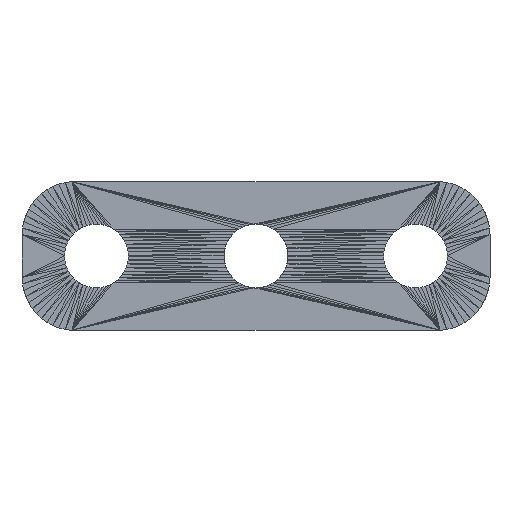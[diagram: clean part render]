
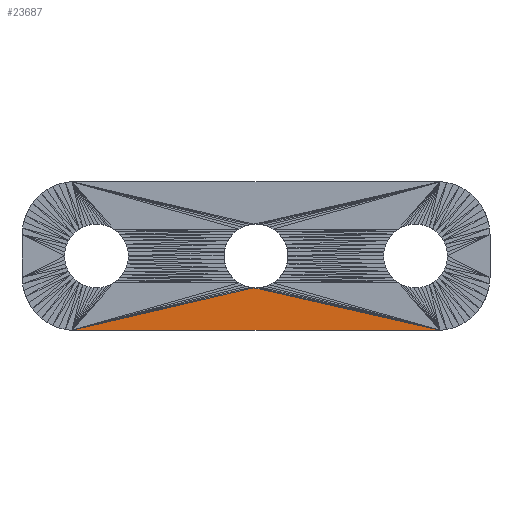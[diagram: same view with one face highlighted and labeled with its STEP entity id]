
A CAD part, top view. The second image highlights one B-rep face of the part: STEP entity #23687.
In plain terms, the highlighted planar face has unit normal (0, 0, 1).
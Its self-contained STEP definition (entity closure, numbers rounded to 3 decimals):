
#12995 = VERTEX_POINT('',#12996);
#12996 = CARTESIAN_POINT('',(-0.188,-2.994,3.));
#13036 = PLANE('',#13037);
#13037 = AXIS2_PLACEMENT_3D('',#13038,#13039,#13040);
#13038 = CARTESIAN_POINT('',(8.565,-4.971,3.));
#13039 = DIRECTION('',(0.,0.,1.));
#13040 = DIRECTION('',(0.,1.,0.));
#13152 = PLANE('',#13153);
#13153 = AXIS2_PLACEMENT_3D('',#13154,#13155,#13156);
#13154 = CARTESIAN_POINT('',(-8.753,-4.959,3.));
#13155 = DIRECTION('',(0.,0.,1.));
#13156 = DIRECTION('',(1.,0.,-0.));
#22147 = VERTEX_POINT('',#22148);
#22148 = CARTESIAN_POINT('',(17.314,-6.99,3.));
#22957 = EDGE_CURVE('',#12995,#22147,#22958,.T.);
#22958 = SURFACE_CURVE('',#22959,(#22963,#22970),.PCURVE_S1.);
#22959 = LINE('',#22960,#22961);
#22960 = CARTESIAN_POINT('',(-0.188,-2.994,3.));
#22961 = VECTOR('',#22962,1.);
#22962 = DIRECTION('',(0.975,-0.223,0.));
#22963 = PCURVE('',#13036,#22964);
#22964 = DEFINITIONAL_REPRESENTATION('',(#22965),#22969);
#22965 = LINE('',#22966,#22967);
#22966 = CARTESIAN_POINT('',(1.977,8.754));
#22967 = VECTOR('',#22968,1.);
#22968 = DIRECTION('',(-0.223,-0.975));
#22969 = ( GEOMETRIC_REPRESENTATION_CONTEXT(2) 
PARAMETRIC_REPRESENTATION_CONTEXT() REPRESENTATION_CONTEXT('2D SPACE',''
  ) );
#22970 = PCURVE('',#22971,#22976);
#22971 = PLANE('',#22972);
#22972 = AXIS2_PLACEMENT_3D('',#22973,#22974,#22975);
#22973 = CARTESIAN_POINT('',(-0.002,-5.978,3.));
#22974 = DIRECTION('',(0.,0.,1.));
#22975 = DIRECTION('',(1.,0.,-0.));
#22976 = DEFINITIONAL_REPRESENTATION('',(#22977),#22981);
#22977 = LINE('',#22978,#22979);
#22978 = CARTESIAN_POINT('',(-0.186,2.984));
#22979 = VECTOR('',#22980,1.);
#22980 = DIRECTION('',(0.975,-0.223));
#22981 = ( GEOMETRIC_REPRESENTATION_CONTEXT(2) 
PARAMETRIC_REPRESENTATION_CONTEXT() REPRESENTATION_CONTEXT('2D SPACE',''
  ) );
#22988 = EDGE_CURVE('',#22989,#12995,#22991,.T.);
#22989 = VERTEX_POINT('',#22990);
#22990 = CARTESIAN_POINT('',(-17.314,-6.99,3.));
#22991 = SURFACE_CURVE('',#22992,(#22996,#23003),.PCURVE_S1.);
#22992 = LINE('',#22993,#22994);
#22993 = CARTESIAN_POINT('',(-17.314,-6.99,3.));
#22994 = VECTOR('',#22995,1.);
#22995 = DIRECTION('',(0.974,0.227,0.));
#22996 = PCURVE('',#13152,#22997);
#22997 = DEFINITIONAL_REPRESENTATION('',(#22998),#23002);
#22998 = LINE('',#22999,#23000);
#22999 = CARTESIAN_POINT('',(-8.561,-2.031));
#23000 = VECTOR('',#23001,1.);
#23001 = DIRECTION('',(0.974,0.227));
#23002 = ( GEOMETRIC_REPRESENTATION_CONTEXT(2) 
PARAMETRIC_REPRESENTATION_CONTEXT() REPRESENTATION_CONTEXT('2D SPACE',''
  ) );
#23003 = PCURVE('',#22971,#23004);
#23004 = DEFINITIONAL_REPRESENTATION('',(#23005),#23009);
#23005 = LINE('',#23006,#23007);
#23006 = CARTESIAN_POINT('',(-17.312,-1.012));
#23007 = VECTOR('',#23008,1.);
#23008 = DIRECTION('',(0.974,0.227));
#23009 = ( GEOMETRIC_REPRESENTATION_CONTEXT(2) 
PARAMETRIC_REPRESENTATION_CONTEXT() REPRESENTATION_CONTEXT('2D SPACE',''
  ) );
#23687 = ADVANCED_FACE('',(#23688),#22971,.T.);
#23688 = FACE_BOUND('',#23689,.T.);
#23689 = EDGE_LOOP('',(#23690,#23691,#23717));
#23690 = ORIENTED_EDGE('',*,*,#22988,.F.);
#23691 = ORIENTED_EDGE('',*,*,#23692,.T.);
#23692 = EDGE_CURVE('',#22989,#22147,#23693,.T.);
#23693 = SURFACE_CURVE('',#23694,(#23698,#23705),.PCURVE_S1.);
#23694 = LINE('',#23695,#23696);
#23695 = CARTESIAN_POINT('',(-17.314,-6.99,3.));
#23696 = VECTOR('',#23697,1.);
#23697 = DIRECTION('',(1.,0.,0.));
#23698 = PCURVE('',#22971,#23699);
#23699 = DEFINITIONAL_REPRESENTATION('',(#23700),#23704);
#23700 = LINE('',#23701,#23702);
#23701 = CARTESIAN_POINT('',(-17.312,-1.012));
#23702 = VECTOR('',#23703,1.);
#23703 = DIRECTION('',(1.,0.));
#23704 = ( GEOMETRIC_REPRESENTATION_CONTEXT(2) 
PARAMETRIC_REPRESENTATION_CONTEXT() REPRESENTATION_CONTEXT('2D SPACE',''
  ) );
#23705 = PCURVE('',#23706,#23711);
#23706 = PLANE('',#23707);
#23707 = AXIS2_PLACEMENT_3D('',#23708,#23709,#23710);
#23708 = CARTESIAN_POINT('',(-0.718,-6.99,
    2.218));
#23709 = DIRECTION('',(-0.,-1.,-0.));
#23710 = DIRECTION('',(0.,0.,-1.));
#23711 = DEFINITIONAL_REPRESENTATION('',(#23712),#23716);
#23712 = LINE('',#23713,#23714);
#23713 = CARTESIAN_POINT('',(-0.782,-16.596));
#23714 = VECTOR('',#23715,1.);
#23715 = DIRECTION('',(0.,1.));
#23716 = ( GEOMETRIC_REPRESENTATION_CONTEXT(2) 
PARAMETRIC_REPRESENTATION_CONTEXT() REPRESENTATION_CONTEXT('2D SPACE',''
  ) );
#23717 = ORIENTED_EDGE('',*,*,#22957,.F.);
